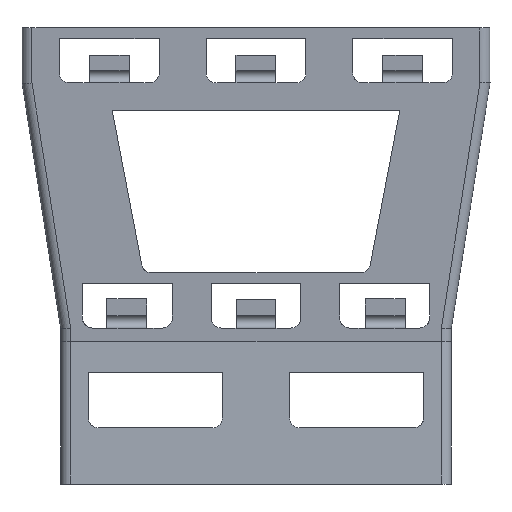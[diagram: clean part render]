
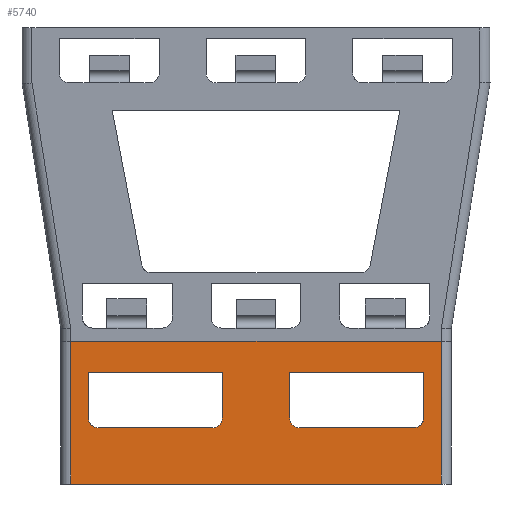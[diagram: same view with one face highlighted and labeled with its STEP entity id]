
A CAD part, front view. The second image highlights one B-rep face of the part: STEP entity #5740.
In plain terms, the highlighted planar face has unit normal (0, -1, 0).
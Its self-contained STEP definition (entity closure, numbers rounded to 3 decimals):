
#176=CIRCLE('',#6026,2.);
#214=CIRCLE('',#6184,2.);
#217=CIRCLE('',#6190,2.);
#220=CIRCLE('',#6196,2.);
#260=LINE('',#7979,#909);
#557=LINE('',#8834,#1206);
#578=LINE('',#8892,#1227);
#647=LINE('',#9052,#1296);
#771=LINE('',#9332,#1420);
#779=LINE('',#9350,#1428);
#785=LINE('',#9364,#1434);
#791=LINE('',#9378,#1440);
#797=LINE('',#9392,#1446);
#802=LINE('',#9403,#1451);
#820=LINE('',#9469,#1469);
#821=LINE('',#9470,#1470);
#909=VECTOR('',#6367,1000.);
#1206=VECTOR('',#6954,1000.);
#1227=VECTOR('',#6995,1000.);
#1296=VECTOR('',#7166,1000.);
#1420=VECTOR('',#7464,1000.);
#1428=VECTOR('',#7476,1000.);
#1434=VECTOR('',#7488,1000.);
#1440=VECTOR('',#7500,1000.);
#1446=VECTOR('',#7512,1000.);
#1451=VECTOR('',#7523,1000.);
#1469=VECTOR('',#7619,1000.);
#1470=VECTOR('',#7620,1000.);
#2621=ORIENTED_EDGE('',*,*,#3690,.T.);
#2622=ORIENTED_EDGE('',*,*,#3708,.T.);
#2623=ORIENTED_EDGE('',*,*,#3960,.T.);
#2624=ORIENTED_EDGE('',*,*,#3979,.T.);
#2625=ORIENTED_EDGE('',*,*,#3947,.T.);
#2626=ORIENTED_EDGE('',*,*,#3954,.T.);
#2627=ORIENTED_EDGE('',*,*,#3933,.T.);
#2628=ORIENTED_EDGE('',*,*,#3987,.T.);
#2629=ORIENTED_EDGE('',*,*,#3925,.T.);
#2630=ORIENTED_EDGE('',*,*,#3983,.T.);
#2631=ORIENTED_EDGE('',*,*,#3660,.T.);
#2632=ORIENTED_EDGE('',*,*,#3940,.T.);
#2633=ORIENTED_EDGE('',*,*,#3775,.F.);
#2634=ORIENTED_EDGE('',*,*,#3996,.T.);
#2635=ORIENTED_EDGE('',*,*,#3260,.T.);
#2636=ORIENTED_EDGE('',*,*,#3997,.T.);
#3260=EDGE_CURVE('',#4108,#4107,#260,.T.);
#3660=EDGE_CURVE('',#4453,#4452,#557,.T.);
#3690=EDGE_CURVE('',#4480,#4479,#578,.T.);
#3708=EDGE_CURVE('',#4479,#4487,#176,.T.);
#3775=EDGE_CURVE('',#4519,#4520,#647,.T.);
#3925=EDGE_CURVE('',#4585,#4588,#771,.T.);
#3933=EDGE_CURVE('',#4594,#4596,#779,.T.);
#3940=EDGE_CURVE('',#4452,#4594,#785,.T.);
#3947=EDGE_CURVE('',#4603,#4606,#791,.T.);
#3954=EDGE_CURVE('',#4606,#4480,#797,.T.);
#3960=EDGE_CURVE('',#4487,#4614,#802,.T.);
#3979=EDGE_CURVE('',#4614,#4603,#214,.T.);
#3983=EDGE_CURVE('',#4588,#4453,#217,.T.);
#3987=EDGE_CURVE('',#4596,#4585,#220,.T.);
#3996=EDGE_CURVE('',#4519,#4108,#820,.F.);
#3997=EDGE_CURVE('',#4107,#4520,#821,.F.);
#4107=VERTEX_POINT('',#7978);
#4108=VERTEX_POINT('',#7980);
#4452=VERTEX_POINT('',#8833);
#4453=VERTEX_POINT('',#8835);
#4479=VERTEX_POINT('',#8891);
#4480=VERTEX_POINT('',#8893);
#4487=VERTEX_POINT('',#8921);
#4519=VERTEX_POINT('',#9051);
#4520=VERTEX_POINT('',#9053);
#4585=VERTEX_POINT('',#9326);
#4588=VERTEX_POINT('',#9331);
#4594=VERTEX_POINT('',#9345);
#4596=VERTEX_POINT('',#9349);
#4603=VERTEX_POINT('',#9372);
#4606=VERTEX_POINT('',#9377);
#4614=VERTEX_POINT('',#9402);
#4924=EDGE_LOOP('',(#2621,#2622,#2623,#2624,#2625,#2626));
#4925=EDGE_LOOP('',(#2627,#2628,#2629,#2630,#2631,#2632));
#4926=EDGE_LOOP('',(#2633,#2634,#2635,#2636));
#5254=FACE_BOUND('',#4924,.T.);
#5255=FACE_BOUND('',#4925,.T.);
#5256=FACE_BOUND('',#4926,.T.);
#5520=PLANE('',#6205);
#5740=ADVANCED_FACE('',(#5254,#5255,#5256),#5520,.F.);
#6026=AXIS2_PLACEMENT_3D('',#8922,#7028,#7029);
#6184=AXIS2_PLACEMENT_3D('',#9441,#7571,#7572);
#6190=AXIS2_PLACEMENT_3D('',#9447,#7583,#7584);
#6196=AXIS2_PLACEMENT_3D('',#9453,#7595,#7596);
#6205=AXIS2_PLACEMENT_3D('',#9468,#7617,#7618);
#6367=DIRECTION('',(-1.,0.,0.));
#6954=DIRECTION('',(0.,0.,1.));
#6995=DIRECTION('',(0.,0.,-1.));
#7028=DIRECTION('',(0.,1.,0.));
#7029=DIRECTION('',(0.,0.,1.));
#7166=DIRECTION('',(-1.,0.,0.));
#7464=DIRECTION('',(-1.,0.,0.));
#7476=DIRECTION('',(0.,0.,-1.));
#7488=DIRECTION('',(1.,0.,0.));
#7500=DIRECTION('',(0.,0.,1.));
#7512=DIRECTION('',(1.,0.,0.));
#7523=DIRECTION('',(-1.,0.,0.));
#7571=DIRECTION('',(0.,1.,0.));
#7572=DIRECTION('',(0.,0.,1.));
#7583=DIRECTION('',(0.,1.,0.));
#7584=DIRECTION('',(0.,0.,1.));
#7595=DIRECTION('',(0.,1.,0.));
#7596=DIRECTION('',(0.,0.,1.));
#7617=DIRECTION('',(0.,1.,0.));
#7618=DIRECTION('',(0.,0.,1.));
#7619=DIRECTION('',(0.,0.,-1.));
#7620=DIRECTION('',(0.,0.,1.));
#7978=CARTESIAN_POINT('',(-37.064,-26.486,-43.032));
#7979=CARTESIAN_POINT('',(126.586,-26.486,-43.032));
#7980=CARTESIAN_POINT('',(37.075,-26.486,-43.032));
#8833=CARTESIAN_POINT('',(-33.58,-26.486,-49.29));
#8834=CARTESIAN_POINT('',(-33.58,-26.486,-49.29));
#8835=CARTESIAN_POINT('',(-33.58,-26.486,-58.311));
#8891=CARTESIAN_POINT('',(33.58,-26.486,-58.311));
#8892=CARTESIAN_POINT('',(33.58,-26.486,-49.29));
#8893=CARTESIAN_POINT('',(33.58,-26.486,-49.29));
#8921=CARTESIAN_POINT('',(31.58,-26.486,-60.311));
#8922=CARTESIAN_POINT('',(31.58,-26.486,-58.311));
#9051=CARTESIAN_POINT('',(37.075,-26.486,-71.595));
#9052=CARTESIAN_POINT('',(39.075,-26.486,-71.595));
#9053=CARTESIAN_POINT('',(-37.064,-26.486,-71.595));
#9326=CARTESIAN_POINT('',(-8.716,-26.486,-60.311));
#9331=CARTESIAN_POINT('',(-31.58,-26.486,-60.311));
#9332=CARTESIAN_POINT('',(-33.58,-26.486,-60.311));
#9345=CARTESIAN_POINT('',(-6.716,-26.486,-49.29));
#9349=CARTESIAN_POINT('',(-6.716,-26.486,-58.311));
#9350=CARTESIAN_POINT('',(-6.716,-26.486,-60.311));
#9364=CARTESIAN_POINT('',(-6.716,-26.486,-49.29));
#9372=CARTESIAN_POINT('',(6.727,-26.486,-58.311));
#9377=CARTESIAN_POINT('',(6.727,-26.486,-49.29));
#9378=CARTESIAN_POINT('',(6.727,-26.486,-60.311));
#9392=CARTESIAN_POINT('',(6.727,-26.486,-49.29));
#9402=CARTESIAN_POINT('',(8.727,-26.486,-60.311));
#9403=CARTESIAN_POINT('',(33.591,-26.486,-60.311));
#9441=CARTESIAN_POINT('',(8.727,-26.486,-58.311));
#9447=CARTESIAN_POINT('',(-31.58,-26.486,-58.311));
#9453=CARTESIAN_POINT('',(-8.716,-26.486,-58.311));
#9468=CARTESIAN_POINT('',(126.586,-26.486,-43.032));
#9469=CARTESIAN_POINT('',(37.075,-26.486,-43.032));
#9470=CARTESIAN_POINT('',(-37.064,-26.486,-43.032));
